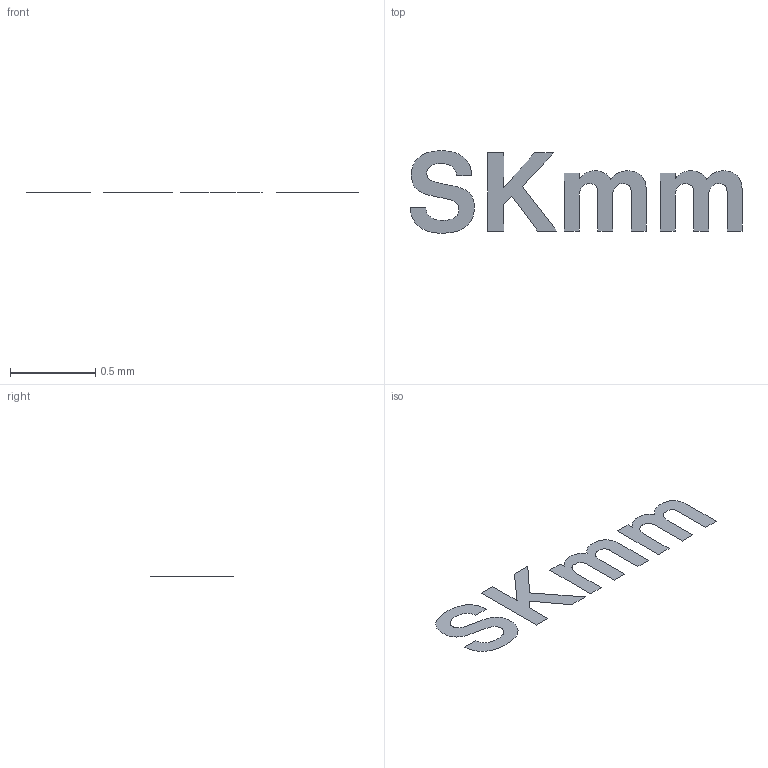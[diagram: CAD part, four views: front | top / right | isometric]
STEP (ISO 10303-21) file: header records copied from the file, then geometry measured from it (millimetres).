
FILE_DESCRIPTION(('FreeCAD Model'),'2;1');
FILE_NAME('Open CASCADE Shape Model','2023-04-12T00:12:40',('Author'),( ''),'Open CASCADE STEP processor 7.5','FreeCAD','Unknown');
FILE_SCHEMA(('AUTOMOTIVE_DESIGN { 1 0 10303 214 1 1 1 1 }'));
Length unit declared in the file: millimetre
Products named in the file (1): ShapeString
Bounding box: 1.95 x 0.48 x 0 mm (x, y, z)
Surface area: 0.4 mm2 (no closed solid volume)
Topology: 0 solids, 4 shells, 4 faces, 66 edges, 66 vertices
Faces by surface type: plane 4
Entity records: 651 total; most frequent: CARTESIAN_POINT 221, ORIENTED_EDGE 66, EDGE_CURVE 66, VERTEX_POINT 66, DIRECTION 48, LINE 38, VECTOR 38, B_SPLINE_CURVE_WITH_KNOTS 28
